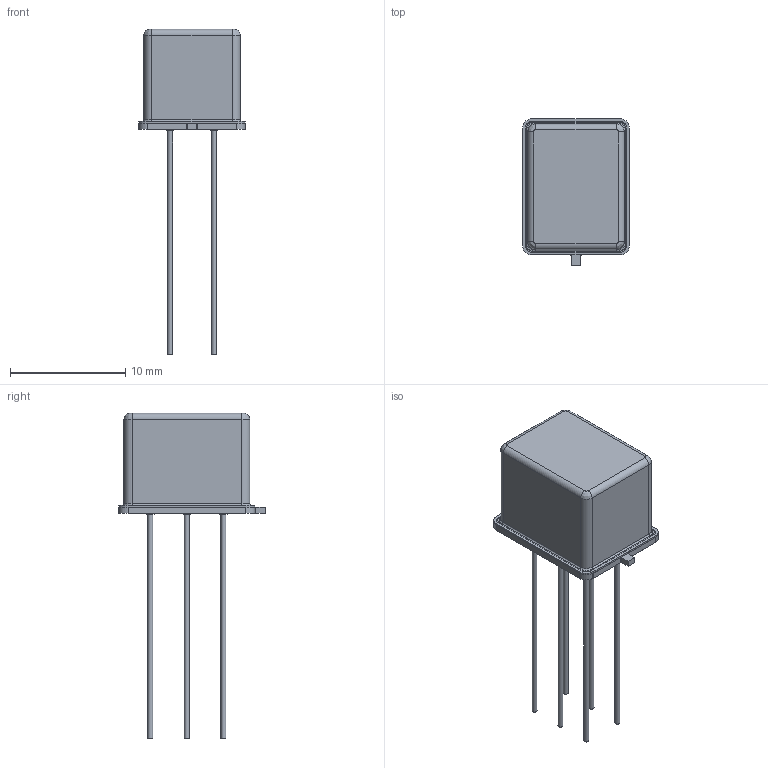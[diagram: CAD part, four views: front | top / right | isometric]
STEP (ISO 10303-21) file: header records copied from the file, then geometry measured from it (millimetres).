
FILE_DESCRIPTION(/* description */ (''),/* implementation_level */ '2;1');
FILE_NAME(/* name */ 'RF121 Relay.stp',/* time_stamp */ '2021-12-20T19:18:50-08:00',/* author */ (''),/* organization */ (''),/* preprocessor_version */ 'ST-DEVELOPER v16',/* originating_system */ 'SIEMENS PLM Software NX 11.0',/* authorisation */ '');
FILE_SCHEMA (('AUTOMOTIVE_DESIGN { 1 0 10303 214 3 1 1 1 }'));
Length unit declared in the file: inch
Products named in the file (7): 400-163-3- 2_A4797; 110-100-114-1_N_C4798; 110-155-16-1_N_C4799; 110-155-16-2_N_C4800; 110-110-71_N_C4818; 121-103-170_B4826; RF121 Relay
Assembly tree (15 placements, depth 3):
  RF121 Relay
    110-110-71_N_C4818
    121-103-170_B4826
      110-155-16-2_N_C4800  x3
      110-155-16-1_N_C4799  x3
      110-100-114-1_N_C4798
      400-163-3- 2_A4797  x6
Bounding box: 9.28 x 12.71 x 28.22 mm (x, y, z)
Volume: 236.5 mm3; surface area: 1620.8 mm2
Topology: 14 solids, 15 shells, 220 faces, 512 edges, 326 vertices
Faces by surface type: plane 86, cylinder 84, torus 23, cone 16, bspline 11
Full cylindrical faces by diameter (mm): 0.432 x12, 1.194 x2, 1.199 x2, 1.422 x6, 2.54 x6
Entity records: 6020 total; most frequent: CARTESIAN_POINT 1091, DIRECTION 1074, ORIENTED_EDGE 860, EDGE_CURVE 436, AXIS2_PLACEMENT_3D 427, VERTEX_POINT 288, EDGE_LOOP 266, LINE 220
